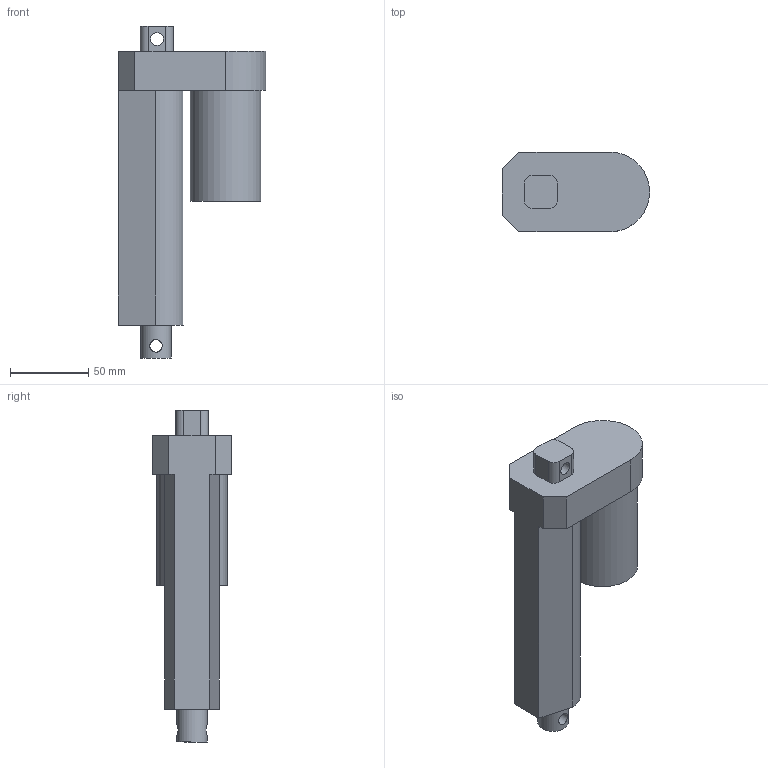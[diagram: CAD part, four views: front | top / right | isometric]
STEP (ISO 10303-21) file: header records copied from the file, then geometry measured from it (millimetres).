
FILE_DESCRIPTION(/* description */ (''),/* implementation_level */ '2;1');
FILE_NAME(/* name */ 'Linear Actuator 200mm Hori v4.step',/* time_stamp */ '2023-10-13T19:17:56+05:30',/* author */ (''),/* organization */ (''),/* preprocessor_version */ 'ST-DEVELOPER v20',/* originating_system */ 'Autodesk Translation Framework v12.14.0.127',/* authorisation */ '');
FILE_SCHEMA (('AUTOMOTIVE_DESIGN { 1 0 10303 214 3 1 1 }'));
Length unit declared in the file: millimetre
Products named in the file (3): Linear Actuator 200mm Hori; Shaft; Linear Actuator v7.f3d.__gcx3d__
Assembly tree (2 placements, depth 2):
  Linear Actuator 200mm Hori
    Shaft
    Linear Actuator v7.f3d.__gcx3d__
Bounding box: 94 x 51 x 212 mm (x, y, z)
Volume: 408150.9 mm3; surface area: 60605.8 mm2
Topology: 2 solids, 2 shells, 30 faces, 72 edges, 49 vertices
Faces by surface type: plane 19, cylinder 11
Full cylindrical faces by diameter (mm): 8 x1, 8.2 x1, 19.5 x1, 20 x1, 45 x1
Entity records: 1040 total; most frequent: CARTESIAN_POINT 226, DIRECTION 157, ORIENTED_EDGE 144, EDGE_CURVE 72, AXIS2_PLACEMENT_3D 55, VERTEX_POINT 49, LINE 47, VECTOR 47
